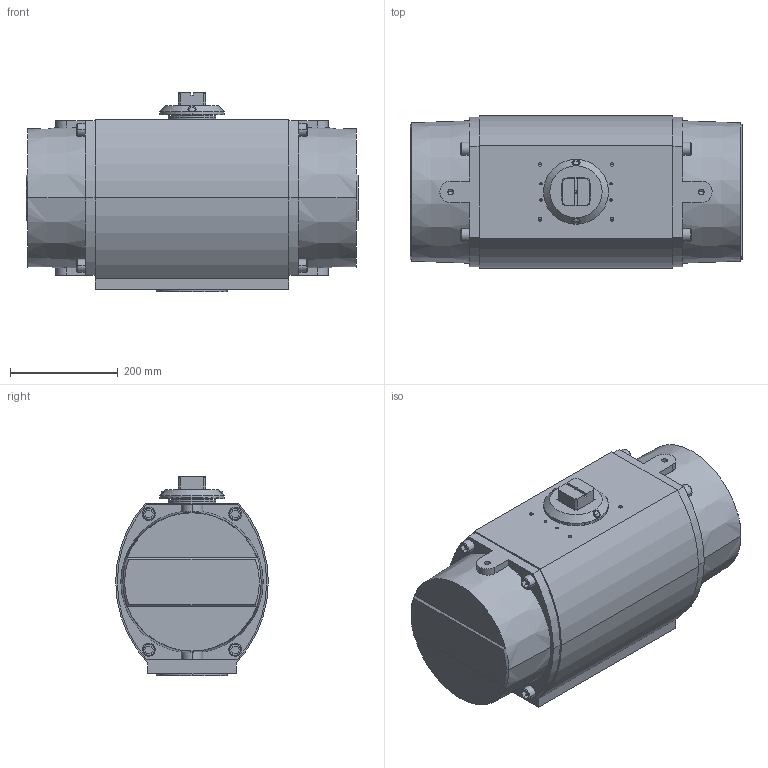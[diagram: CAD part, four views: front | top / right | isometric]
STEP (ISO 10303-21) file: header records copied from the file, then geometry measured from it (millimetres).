
FILE_DESCRIPTION((''),'2;1');
FILE_NAME('42-40R EU 3D.stp','2011-05-16T14:04:04',(''),(''),'Mechanical Desktop 2006','Mechanical Desktop 2006',', , ');
FILE_SCHEMA(('CONFIG_CONTROL_DESIGN'));
Length unit declared in the file: millimetre
Products named in the file (11): 42-40R EU 3D; 42-40R; END CAP BLANK; END CAP NAMUR; PINION; INDICATOR; M16 X 120 SKT HD CAP SCREW; WHITE STUD; THRUST BEARING; THRUST WASHER; SPIRAL RING
Assembly tree (18 placements, depth 2):
  42-40R EU 3D
    42-40R
    END CAP BLANK
    END CAP NAMUR
    PINION
    INDICATOR
    M16 X 120 SKT HD CAP SCREW  x8
    WHITE STUD  x2
    THRUST BEARING
    THRUST WASHER
    SPIRAL RING
Bounding box: 615.69 x 283 x 369.65 mm (x, y, z)
Volume: 24092702.7 mm3; surface area: 1464447.6 mm2
Topology: 18 solids, 18 shells, 562 faces, 1368 edges, 857 vertices
Faces by surface type: plane 222, cylinder 208, cone 112, bspline 8, torus 8, sphere 4
Entity records: 14279 total; most frequent: CARTESIAN_POINT 3735, DIRECTION 2222, ORIENTED_EDGE 2092, EDGE_CURVE 1046, AXIS2_PLACEMENT_3D 853, VERTEX_POINT 678, VECTOR 516, LINE 516
